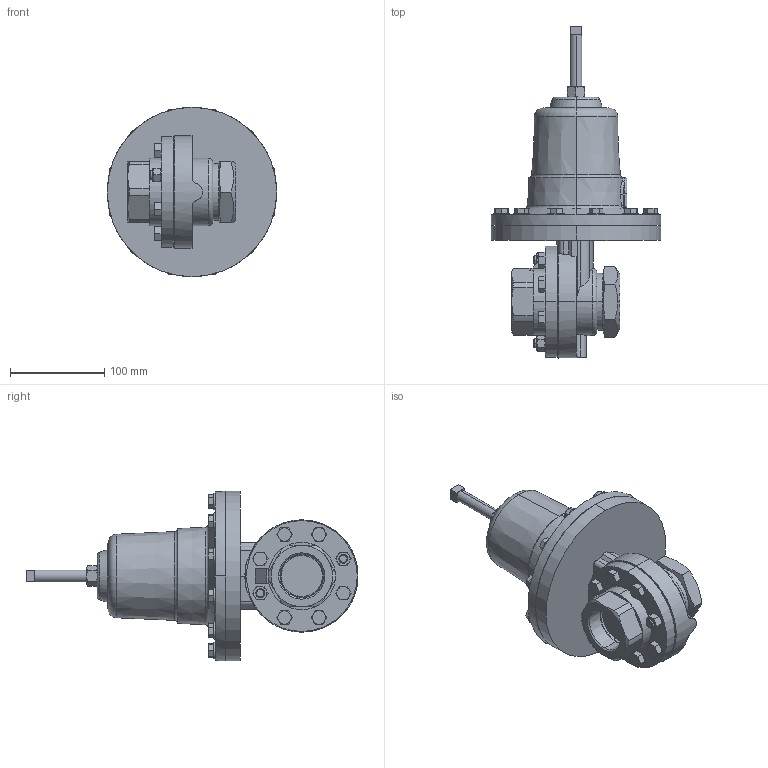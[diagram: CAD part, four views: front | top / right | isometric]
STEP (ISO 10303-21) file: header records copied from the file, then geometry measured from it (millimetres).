
FILE_DESCRIPTION (( 'STEP AP203' ), '1' );
FILE_NAME ('60-150-DI-PT.STEP', '2017-07-19T17:20:35', ( '' ), ( '' ), 'SwSTEP 2.0', 'SolidWorks 2014', '' );
FILE_SCHEMA (( 'CONFIG_CONTROL_DESIGN' ));
Length unit declared in the file: inch
Products named in the file (2): 60-150-DI-PT
Bounding box: 179.32 x 351.62 x 179.32 mm (x, y, z)
Volume: 2199244.4 mm3; surface area: 198670.2 mm2
Topology: 1 solids, 1 shells, 559 faces, 1332 edges, 814 vertices
Faces by surface type: plane 235, cone 180, cylinder 115, torus 16, bspline 11, sphere 2
Entity records: 18216 total; most frequent: CARTESIAN_POINT 5483, ORIENTED_EDGE 2664, DIRECTION 2557, EDGE_CURVE 1332, AXIS2_PLACEMENT_3D 1049, VERTEX_POINT 814, EDGE_LOOP 636, ADVANCED_FACE 559
